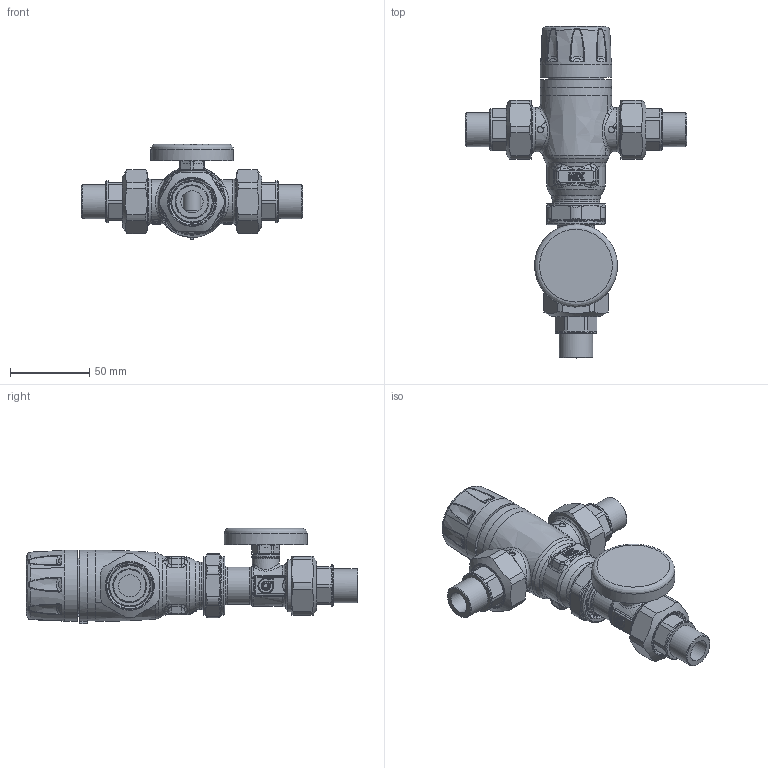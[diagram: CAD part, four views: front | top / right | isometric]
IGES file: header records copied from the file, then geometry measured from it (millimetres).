
Global section: file name: 521410A; native system: Autodesk Inventor 2024; preprocessor: unknown; author: ischreiner; date: 20250612.135238; units: centimetre
Bounding box: 140 x 209.85 x 60.36 mm (x, y, z)
Volume: 280361.2 mm3; surface area: 74990.3 mm2
Topology: 11 solids, 11 shells, 1808 faces, 4217 edges, 2338 vertices
Faces by surface type: bspline 1808
